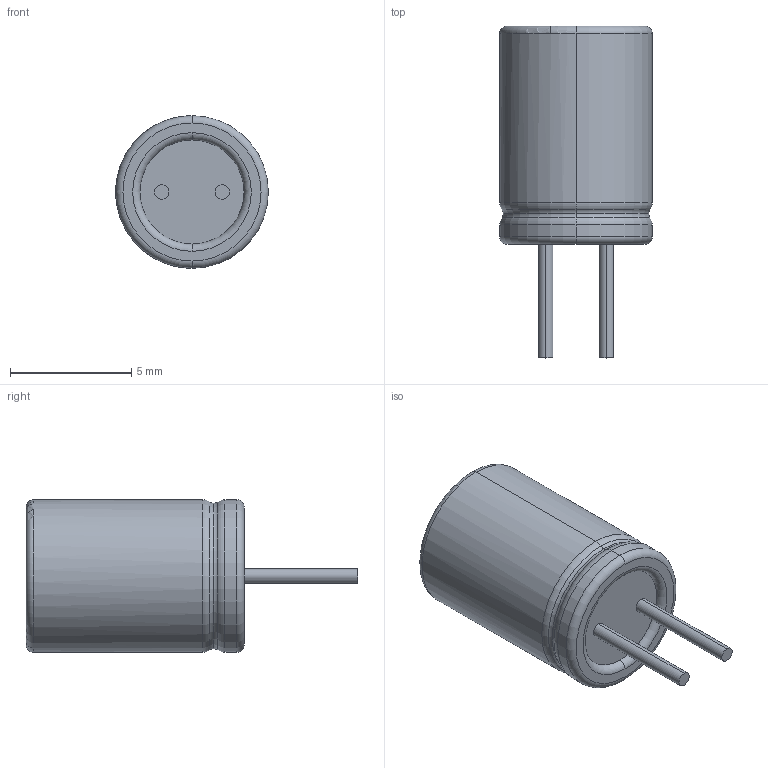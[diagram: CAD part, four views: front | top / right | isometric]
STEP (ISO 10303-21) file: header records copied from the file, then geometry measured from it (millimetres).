
FILE_DESCRIPTION (( 'STEP AP214' ), '1' );
FILE_NAME ('El_2.5_6.3_9.STEP', '2022-08-06T05:57:26', ( '' ), ( '' ), 'SwSTEP 2.0', 'SolidWorks 2019', '' );
FILE_SCHEMA (( 'AUTOMOTIVE_DESIGN' ));
Length unit declared in the file: millimetre
Products named in the file (1): El_2.5_6.3_9
Bounding box: 6.3 x 13.7 x 6.3 mm (x, y, z)
Volume: 276.8 mm3; surface area: 258.5 mm2
Topology: 3 solids, 3 shells, 36 faces, 100 edges, 75 vertices
Faces by surface type: torus 16, plane 12, cylinder 8
Entity records: 2103 total; most frequent: CARTESIAN_POINT 725, ORIENTED_EDGE 200, DIRECTION 187, EDGE_CURVE 100, AXIS2_PLACEMENT_3D 85, VERTEX_POINT 75, CIRCLE 48, UNCERTAINTY_MEASURE_WITH_UNIT 41
